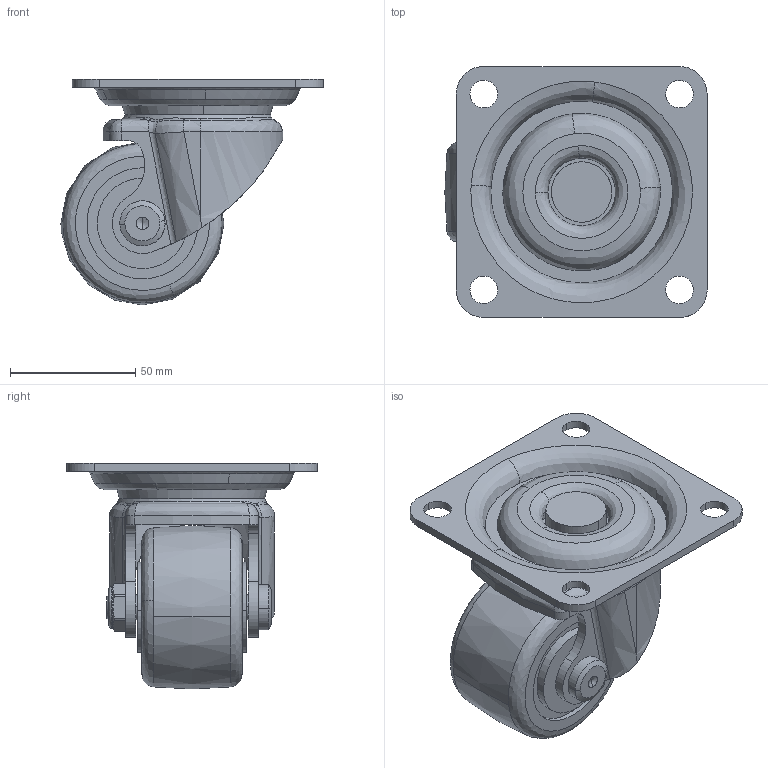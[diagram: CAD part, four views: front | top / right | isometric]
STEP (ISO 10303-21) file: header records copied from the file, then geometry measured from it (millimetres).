
FILE_DESCRIPTION((''),'2;1');
FILE_NAME('','2005-12-16T13:50:03',(''),(''),'','CADfix','');
FILE_SCHEMA(('AUTOMOTIVE_DESIGN'));
Length unit declared in the file: millimetre
Products named in the file (8): nut; seal; main shaft; wheel; mounting plate; body; axle; TCA_54SS_NRB65_9803_36
Assembly tree (7 placements, depth 2):
  TCA_54SS_NRB65_9803_36
    nut
    seal
    main shaft
    wheel
    mounting plate
    body
    axle
Bounding box: 104.5 x 100 x 90 mm (x, y, z)
Volume: 237571.4 mm3; surface area: 69993.5 mm2
Topology: 7 solids, 7 shells, 226 faces, 664 edges, 462 vertices
Faces by surface type: bspline 226
Entity records: 10856 total; most frequent: CARTESIAN_POINT 7132, ORIENTED_EDGE 1324, EDGE_CURVE 662, VERTEX_POINT 462, EDGE_LOOP 260, FACE_OUTER_BOUND 226, ADVANCED_FACE 226, QUASI_UNIFORM_CURVE 176
